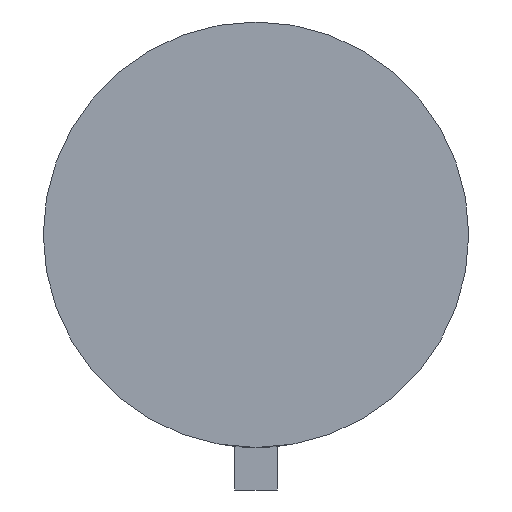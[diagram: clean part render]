
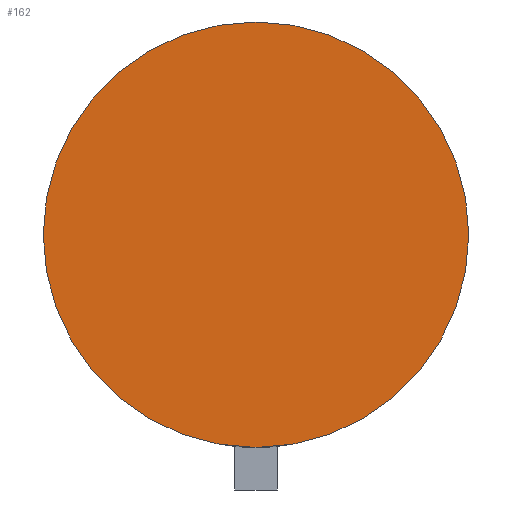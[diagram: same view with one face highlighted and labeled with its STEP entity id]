
A CAD part, front view. The second image highlights one B-rep face of the part: STEP entity #162.
In plain terms, the highlighted planar face has unit normal (0, -1, 0).
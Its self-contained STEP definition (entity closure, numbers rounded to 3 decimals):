
#12 = DIRECTION ( 'NONE',  ( 0., 0., 1. ) ) ;
#20 = DIRECTION ( 'NONE',  ( 0., 0., 1. ) ) ;
#44 = CARTESIAN_POINT ( 'NONE',  ( 0., -69.839, 0. ) ) ;
#46 = DIRECTION ( 'NONE',  ( 0., 1., 0. ) ) ;
#60 = AXIS2_PLACEMENT_3D ( 'NONE', #154, #74, #94 ) ;
#74 = DIRECTION ( 'NONE',  ( 0., 1., 0. ) ) ;
#75 = ORIENTED_EDGE ( 'NONE', *, *, #270, .F. ) ;
#92 = DIRECTION ( 'NONE',  ( 0., 1., 0. ) ) ;
#94 = DIRECTION ( 'NONE',  ( 0., 0., 1. ) ) ;
#116 = PLANE ( 'NONE',  #291 ) ;
#127 = VERTEX_POINT ( 'NONE', #177 ) ;
#133 = FACE_OUTER_BOUND ( 'NONE', #167, .T. ) ;
#135 = AXIS2_PLACEMENT_3D ( 'NONE', #44, #46, #20 ) ;
#154 = CARTESIAN_POINT ( 'NONE',  ( 0., -69.839, 0. ) ) ;
#162 = ADVANCED_FACE ( 'NONE', ( #133 ), #116, .F. ) ;
#167 = EDGE_LOOP ( 'NONE', ( #203, #75 ) ) ;
#171 = CARTESIAN_POINT ( 'NONE',  ( 0., -69.839, -5. ) ) ;
#177 = CARTESIAN_POINT ( 'NONE',  ( 0., -69.839, 5. ) ) ;
#203 = ORIENTED_EDGE ( 'NONE', *, *, #244, .F. ) ;
#244 = EDGE_CURVE ( 'NONE', #127, #343, #251, .T. ) ;
#251 = CIRCLE ( 'NONE', #60, 5. ) ;
#270 = EDGE_CURVE ( 'NONE', #343, #127, #321, .T. ) ;
#291 = AXIS2_PLACEMENT_3D ( 'NONE', #308, #92, #12 ) ;
#308 = CARTESIAN_POINT ( 'NONE',  ( 0., -69.839, 0. ) ) ;
#321 = CIRCLE ( 'NONE', #135, 5. ) ;
#343 = VERTEX_POINT ( 'NONE', #171 ) ;
